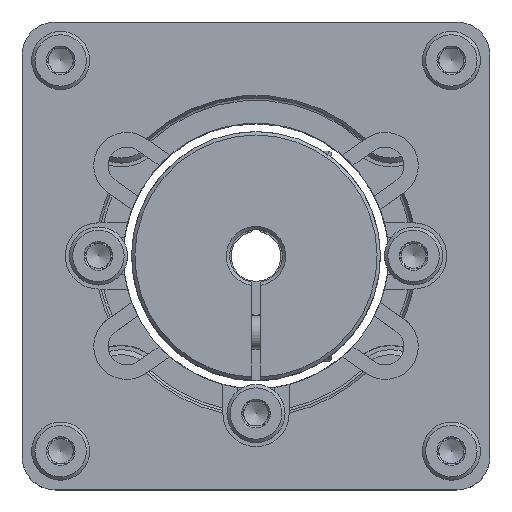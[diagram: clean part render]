
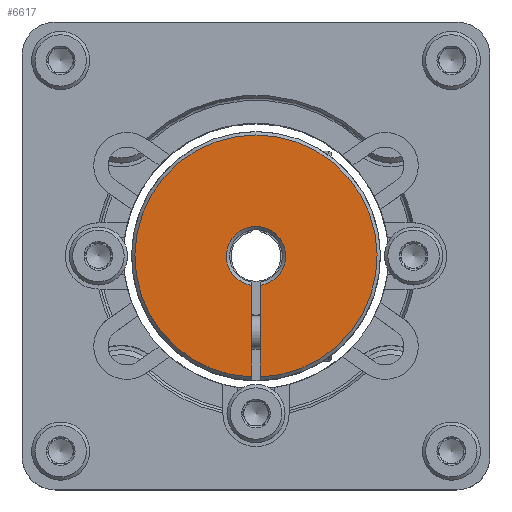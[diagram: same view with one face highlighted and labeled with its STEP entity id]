
A CAD part, top view. The second image highlights one B-rep face of the part: STEP entity #6617.
In plain terms, the highlighted planar face has unit normal (0, 0, 1).
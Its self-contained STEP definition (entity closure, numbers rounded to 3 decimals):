
#241=PLANE('',#7487);
#687=LINE('',#11772,#1097);
#688=LINE('',#11776,#1098);
#1097=VECTOR('',#9484,1000.);
#1098=VECTOR('',#9487,1000.);
#1691=CIRCLE('',#7486,14.6);
#1692=CIRCLE('',#7488,3.575);
#3387=ORIENTED_EDGE('',*,*,#4443,.T.);
#3388=ORIENTED_EDGE('',*,*,#4445,.F.);
#3389=ORIENTED_EDGE('',*,*,#4446,.F.);
#3390=ORIENTED_EDGE('',*,*,#4447,.F.);
#4443=EDGE_CURVE('',#5120,#5119,#1691,.T.);
#4445=EDGE_CURVE('',#5121,#5119,#687,.T.);
#4446=EDGE_CURVE('',#5122,#5121,#1692,.T.);
#4447=EDGE_CURVE('',#5120,#5122,#688,.T.);
#5119=VERTEX_POINT('',#11764);
#5120=VERTEX_POINT('',#11766);
#5121=VERTEX_POINT('',#11773);
#5122=VERTEX_POINT('',#11775);
#5685=EDGE_LOOP('',(#3387,#3388,#3389,#3390));
#6201=FACE_BOUND('',#5685,.T.);
#6617=ADVANCED_FACE('',(#6201),#241,.F.);
#7486=AXIS2_PLACEMENT_3D('',#11765,#9480,#9481);
#7487=AXIS2_PLACEMENT_3D('',#11771,#9482,#9483);
#7488=AXIS2_PLACEMENT_3D('',#11774,#9485,#9486);
#9480=DIRECTION('',(0.,0.,1.));
#9481=DIRECTION('',(1.,0.,0.));
#9482=DIRECTION('',(0.,0.,-1.));
#9483=DIRECTION('',(-1.,0.,0.));
#9484=DIRECTION('',(0.,1.,0.));
#9485=DIRECTION('',(0.,0.,1.));
#9486=DIRECTION('',(1.,0.,0.));
#9487=DIRECTION('',(0.,-1.,0.));
#11764=CARTESIAN_POINT('',(0.5,14.591,32.));
#11765=CARTESIAN_POINT('',(0.,0.,32.));
#11766=CARTESIAN_POINT('',(-0.5,14.591,32.));
#11771=CARTESIAN_POINT('',(0.,-15.,32.));
#11772=CARTESIAN_POINT('',(0.5,0.,32.));
#11773=CARTESIAN_POINT('',(0.5,3.54,32.));
#11774=CARTESIAN_POINT('',(0.,0.,32.));
#11775=CARTESIAN_POINT('',(-0.5,3.54,32.));
#11776=CARTESIAN_POINT('',(-0.5,16.,32.));
